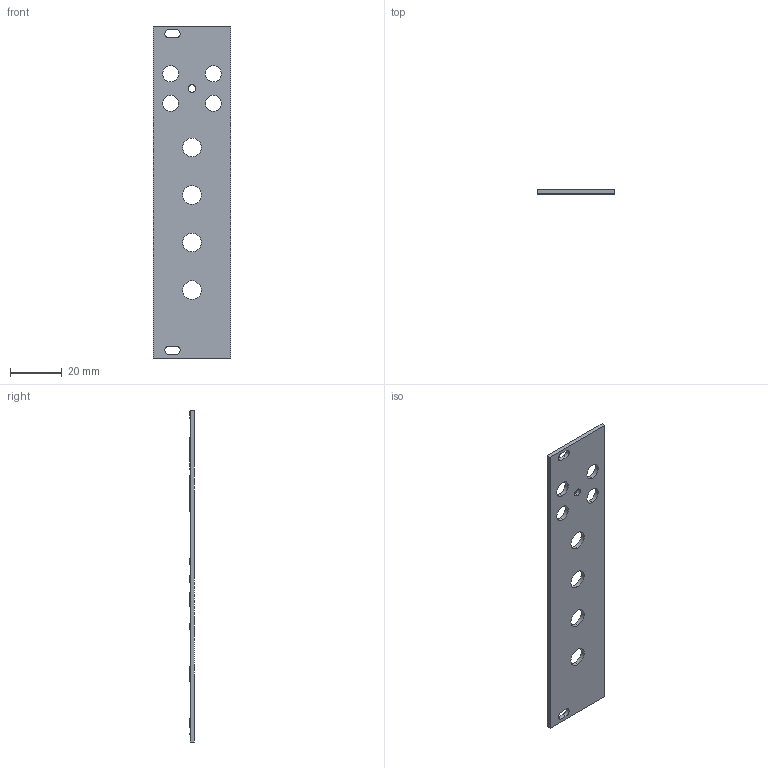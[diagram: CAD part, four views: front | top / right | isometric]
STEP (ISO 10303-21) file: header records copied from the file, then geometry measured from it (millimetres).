
FILE_DESCRIPTION (( 'STEP AP214' ), '1' );
FILE_NAME ('HAGIWO Sync LFO Front.STEP', '2022-02-06T09:41:58', ( '' ), ( '' ), 'SwSTEP 2.0', 'SolidWorks 2020', '' );
FILE_SCHEMA (( 'AUTOMOTIVE_DESIGN' ));
Length unit declared in the file: millimetre
Products named in the file (1): HAGIWO Sync LFO Front
Bounding box: 30 x 1.7 x 128.5 mm (x, y, z)
Volume: 5668.6 mm3; surface area: 7962.9 mm2
Topology: 1 solids, 1 shells, 484 faces, 1332 edges, 888 vertices
Faces by surface type: plane 253, bspline 203, cylinder 28
Entity records: 29618 total; most frequent: CARTESIAN_POINT 13428, ORIENTED_EDGE 2664, DIRECTION 1546, EDGE_CURVE 1332, VERTEX_POINT 888, LINE 870, VECTOR 870, EDGE_LOOP 544
